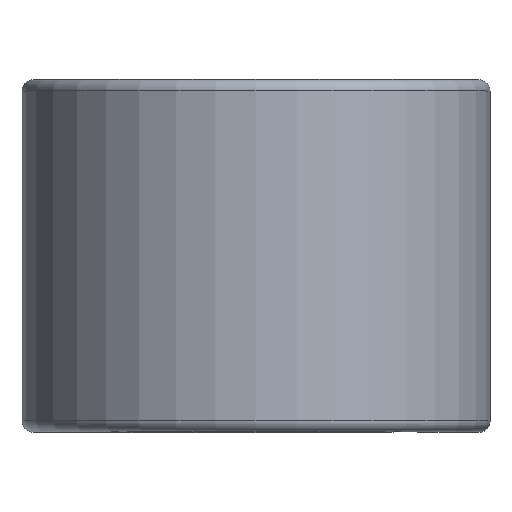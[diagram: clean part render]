
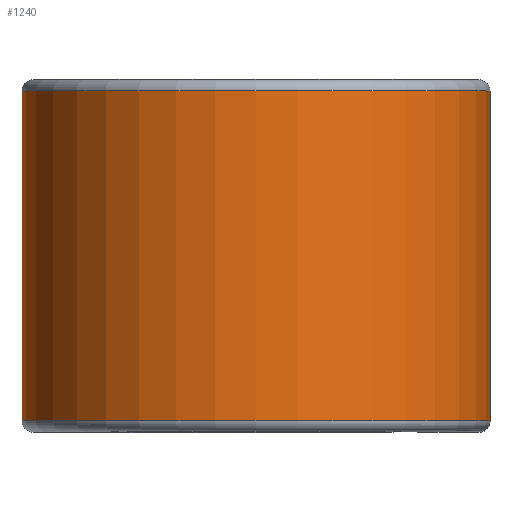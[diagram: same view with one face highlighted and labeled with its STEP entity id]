
A CAD part, top view. The second image highlights one B-rep face of the part: STEP entity #1240.
In plain terms, the highlighted cylindrical face has radius 15.812 mm (diameter 31.623 mm), a partial arc.
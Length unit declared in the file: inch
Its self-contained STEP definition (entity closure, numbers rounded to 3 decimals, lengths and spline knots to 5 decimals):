
#19 = VERTEX_POINT ( 'NONE', #980 ) ;
#35 = EDGE_CURVE ( 'NONE', #719, #1707, #773, .T. ) ;
#61 = EDGE_CURVE ( 'NONE', #719, #19, #91, .T. ) ;
#63 = EDGE_CURVE ( 'NONE', #19, #1263, #744, .T. ) ;
#91 = LINE ( 'NONE', #609, #2141 ) ;
#105 = AXIS2_PLACEMENT_3D ( 'NONE', #162, #1219, #1410 ) ;
#162 = CARTESIAN_POINT ( 'NONE',  ( 0., 0.4375, 0. ) ) ;
#500 = DIRECTION ( 'NONE',  ( 0., 1., 0. ) ) ;
#609 = CARTESIAN_POINT ( 'NONE',  ( 0.6225, 0.43875, 0. ) ) ;
#694 = ORIENTED_EDGE ( 'NONE', *, *, #932, .F. ) ;
#719 = VERTEX_POINT ( 'NONE', #1384 ) ;
#744 = CIRCLE ( 'NONE', #923, 0.6225 ) ;
#773 = CIRCLE ( 'NONE', #975, 0.6225 ) ;
#776 = DIRECTION ( 'NONE',  ( 0., -1., 0. ) ) ;
#800 = CARTESIAN_POINT ( 'NONE',  ( 0., 0.43875, 0. ) ) ;
#923 = AXIS2_PLACEMENT_3D ( 'NONE', #800, #776, #940 ) ;
#932 = EDGE_CURVE ( 'NONE', #1707, #1263, #2153, .T. ) ;
#940 = DIRECTION ( 'NONE',  ( 0., 0., -1. ) ) ;
#970 = ORIENTED_EDGE ( 'NONE', *, *, #61, .T. ) ;
#975 = AXIS2_PLACEMENT_3D ( 'NONE', #2018, #2037, #2054 ) ;
#978 = FACE_OUTER_BOUND ( 'NONE', #2340, .T. ) ;
#980 = CARTESIAN_POINT ( 'NONE',  ( 0.6225, 0.43875, 0. ) ) ;
#1072 = CARTESIAN_POINT ( 'NONE',  ( 0., 0.43875, -0.6225 ) ) ;
#1103 = ORIENTED_EDGE ( 'NONE', *, *, #35, .F. ) ;
#1219 = DIRECTION ( 'NONE',  ( 0., -1., 0. ) ) ;
#1240 = ADVANCED_FACE ( 'NONE', ( #978 ), #2043, .T. ) ;
#1263 = VERTEX_POINT ( 'NONE', #1072 ) ;
#1384 = CARTESIAN_POINT ( 'NONE',  ( 0.6225, -0.43875, 0. ) ) ;
#1410 = DIRECTION ( 'NONE',  ( 0., 0., -1. ) ) ;
#1533 = CARTESIAN_POINT ( 'NONE',  ( 0., 0.43875, -0.6225 ) ) ;
#1707 = VERTEX_POINT ( 'NONE', #2271 ) ;
#2007 = DIRECTION ( 'NONE',  ( 0., 1., 0. ) ) ;
#2018 = CARTESIAN_POINT ( 'NONE',  ( 0., -0.43875, 0. ) ) ;
#2037 = DIRECTION ( 'NONE',  ( 0., -1., 0. ) ) ;
#2043 = CYLINDRICAL_SURFACE ( 'NONE', #105, 0.6225 ) ;
#2048 = VECTOR ( 'NONE', #500, 39.37008 ) ;
#2054 = DIRECTION ( 'NONE',  ( 0., 0., -1. ) ) ;
#2141 = VECTOR ( 'NONE', #2007, 39.37008 ) ;
#2153 = LINE ( 'NONE', #1533, #2048 ) ;
#2216 = ORIENTED_EDGE ( 'NONE', *, *, #63, .T. ) ;
#2271 = CARTESIAN_POINT ( 'NONE',  ( 0., -0.43875, -0.6225 ) ) ;
#2340 = EDGE_LOOP ( 'NONE', ( #970, #2216, #694, #1103 ) ) ;
